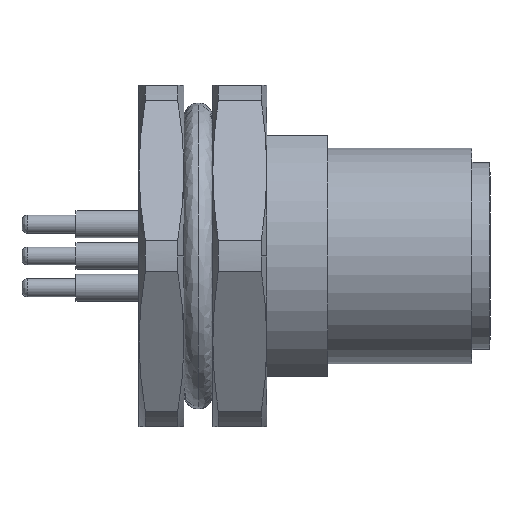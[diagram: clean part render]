
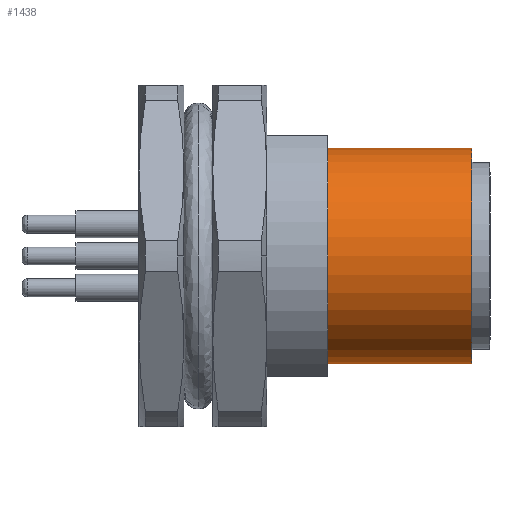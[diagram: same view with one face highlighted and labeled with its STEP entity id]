
A CAD part, front view. The second image highlights one B-rep face of the part: STEP entity #1438.
In plain terms, the highlighted cylindrical face has radius 6 mm (diameter 12 mm), a partial arc.
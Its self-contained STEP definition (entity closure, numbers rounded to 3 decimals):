
#178 = ORIENTED_EDGE ( 'NONE', *, *, #3518, .F. ) ;
#188 = DIRECTION ( 'NONE',  ( -1., 0., 0. ) ) ;
#193 = CARTESIAN_POINT ( 'NONE',  ( 0., 0., -6. ) ) ;
#318 = AXIS2_PLACEMENT_3D ( 'NONE', #3348, #3340, #3333 ) ;
#406 = VECTOR ( 'NONE', #188, 1000. ) ;
#504 = CIRCLE ( 'NONE', #2143, 6. ) ;
#609 = DIRECTION ( 'NONE',  ( 0., 0., 1. ) ) ;
#615 = DIRECTION ( 'NONE',  ( 1., 0., 0. ) ) ;
#616 = CARTESIAN_POINT ( 'NONE',  ( 10.5, 0., 0. ) ) ;
#696 = ORIENTED_EDGE ( 'NONE', *, *, #2480, .T. ) ;
#726 = VECTOR ( 'NONE', #2088, 1000. ) ;
#1182 = LINE ( 'NONE', #2093, #726 ) ;
#1303 = LINE ( 'NONE', #193, #406 ) ;
#1438 = ADVANCED_FACE ( 'NONE', ( #3296 ), #1945, .T. ) ;
#1485 = CARTESIAN_POINT ( 'NONE',  ( 18.5, 0., 6. ) ) ;
#1945 = CYLINDRICAL_SURFACE ( 'NONE', #318, 6. ) ;
#2088 = DIRECTION ( 'NONE',  ( -1., 0., 0. ) ) ;
#2093 = CARTESIAN_POINT ( 'NONE',  ( 0., 0., 6. ) ) ;
#2143 = AXIS2_PLACEMENT_3D ( 'NONE', #616, #615, #609 ) ;
#2159 = VERTEX_POINT ( 'NONE', #2984 ) ;
#2263 = VERTEX_POINT ( 'NONE', #2755 ) ;
#2338 = EDGE_CURVE ( 'NONE', #4268, #2684, #4109, .T. ) ;
#2362 = ORIENTED_EDGE ( 'NONE', *, *, #2338, .T. ) ;
#2379 = EDGE_LOOP ( 'NONE', ( #178, #2362, #696, #3595 ) ) ;
#2389 = AXIS2_PLACEMENT_3D ( 'NONE', #2632, #2628, #2624 ) ;
#2480 = EDGE_CURVE ( 'NONE', #2684, #2159, #1182, .T. ) ;
#2624 = DIRECTION ( 'NONE',  ( 0., 0., 1. ) ) ;
#2628 = DIRECTION ( 'NONE',  ( -1., 0., 0. ) ) ;
#2632 = CARTESIAN_POINT ( 'NONE',  ( 18.5, 0., 0. ) ) ;
#2684 = VERTEX_POINT ( 'NONE', #1485 ) ;
#2755 = CARTESIAN_POINT ( 'NONE',  ( 10.5, 0., -6. ) ) ;
#2984 = CARTESIAN_POINT ( 'NONE',  ( 10.5, 0., 6. ) ) ;
#3296 = FACE_OUTER_BOUND ( 'NONE', #2379, .T. ) ;
#3327 = EDGE_CURVE ( 'NONE', #2159, #2263, #504, .T. ) ;
#3333 = DIRECTION ( 'NONE',  ( 0., 0., 1. ) ) ;
#3340 = DIRECTION ( 'NONE',  ( -1., 0., 0. ) ) ;
#3348 = CARTESIAN_POINT ( 'NONE',  ( 0., 0., 0. ) ) ;
#3518 = EDGE_CURVE ( 'NONE', #4268, #2263, #1303, .T. ) ;
#3595 = ORIENTED_EDGE ( 'NONE', *, *, #3327, .T. ) ;
#3620 = CARTESIAN_POINT ( 'NONE',  ( 18.5, 0., -6. ) ) ;
#4109 = CIRCLE ( 'NONE', #2389, 6. ) ;
#4268 = VERTEX_POINT ( 'NONE', #3620 ) ;
